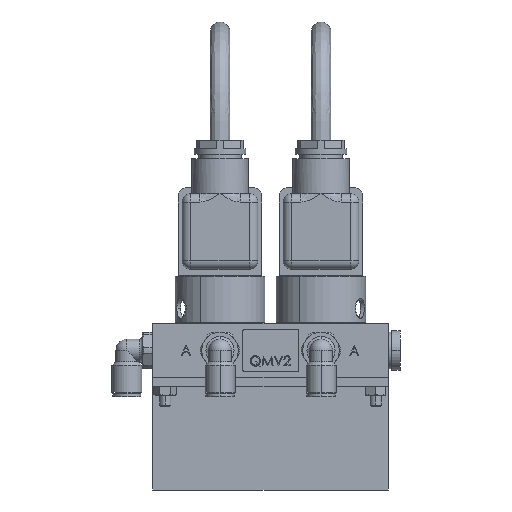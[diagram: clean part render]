
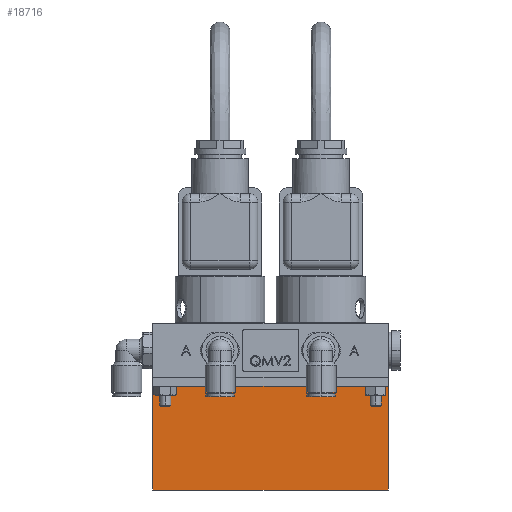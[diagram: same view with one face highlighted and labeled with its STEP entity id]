
A CAD part, front view. The second image highlights one B-rep face of the part: STEP entity #18716.
In plain terms, the highlighted planar face has unit normal (0, -1, 0).
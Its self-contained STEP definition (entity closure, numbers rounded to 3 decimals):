
#65 = CARTESIAN_POINT ( 'NONE',  ( -42., 22., -40. ) ) ;
#250 = CARTESIAN_POINT ( 'NONE',  ( -42., 22., -3. ) ) ;
#5293 = VECTOR ( 'NONE', #21771, 1000. ) ;
#5300 = VECTOR ( 'NONE', #21792, 1000. ) ;
#5302 = LINE ( 'NONE', #21763, #5300 ) ;
#5308 = LINE ( 'NONE', #21788, #5293 ) ;
#5314 = LINE ( 'NONE', #21790, #5318 ) ;
#5315 = VECTOR ( 'NONE', #21764, 1000. ) ;
#5317 = LINE ( 'NONE', #21794, #5315 ) ;
#5318 = VECTOR ( 'NONE', #21789, 1000. ) ;
#7290 = EDGE_LOOP ( 'NONE', ( #9768, #9766, #9765, #9764 ) ) ;
#9764 = ORIENTED_EDGE ( 'NONE', *, *, #14649, .T. ) ;
#9765 = ORIENTED_EDGE ( 'NONE', *, *, #14641, .F. ) ;
#9766 = ORIENTED_EDGE ( 'NONE', *, *, #14646, .F. ) ;
#9768 = ORIENTED_EDGE ( 'NONE', *, *, #14645, .T. ) ;
#14641 = EDGE_CURVE ( 'NONE', #23105, #23133, #5317, .T. ) ;
#14645 = EDGE_CURVE ( 'NONE', #23215, #23231, #5314, .T. ) ;
#14646 = EDGE_CURVE ( 'NONE', #23133, #23231, #5302, .T. ) ;
#14649 = EDGE_CURVE ( 'NONE', #23105, #23215, #5308, .T. ) ;
#15028 = FACE_OUTER_BOUND ( 'NONE', #7290, .T. ) ;
#18716 = ADVANCED_FACE ( 'NONE', ( #15028 ), #20934, .F. ) ;
#20910 = DIRECTION ( 'NONE',  ( 0., 0., 1. ) ) ;
#20912 = DIRECTION ( 'NONE',  ( 0., 1., 0. ) ) ;
#20934 = PLANE ( 'NONE',  #23995 ) ;
#20936 = CARTESIAN_POINT ( 'NONE',  ( 42., 22., -40. ) ) ;
#21763 = CARTESIAN_POINT ( 'NONE',  ( 42., 22., -40. ) ) ;
#21764 = DIRECTION ( 'NONE',  ( 0., 0., -1. ) ) ;
#21771 = DIRECTION ( 'NONE',  ( -1., 0., 0. ) ) ;
#21788 = CARTESIAN_POINT ( 'NONE',  ( 42., 22., -3. ) ) ;
#21789 = DIRECTION ( 'NONE',  ( 0., 0., -1. ) ) ;
#21790 = CARTESIAN_POINT ( 'NONE',  ( -42., 22., -40. ) ) ;
#21792 = DIRECTION ( 'NONE',  ( -1., 0., 0. ) ) ;
#21794 = CARTESIAN_POINT ( 'NONE',  ( 42., 22., -40. ) ) ;
#23105 = VERTEX_POINT ( 'NONE', #25955 ) ;
#23133 = VERTEX_POINT ( 'NONE', #25761 ) ;
#23215 = VERTEX_POINT ( 'NONE', #250 ) ;
#23231 = VERTEX_POINT ( 'NONE', #65 ) ;
#23995 = AXIS2_PLACEMENT_3D ( 'NONE', #20936, #20912, #20910 ) ;
#25761 = CARTESIAN_POINT ( 'NONE',  ( 42., 22., -40. ) ) ;
#25955 = CARTESIAN_POINT ( 'NONE',  ( 42., 22., -3. ) ) ;
